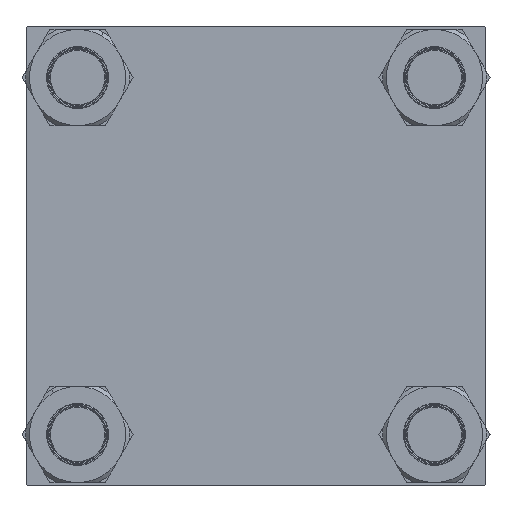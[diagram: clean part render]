
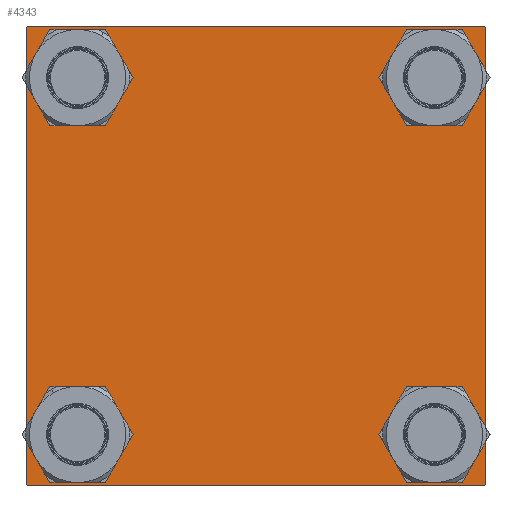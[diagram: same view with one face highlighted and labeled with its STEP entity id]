
A CAD part, left-side view. The second image highlights one B-rep face of the part: STEP entity #4343.
In plain terms, the highlighted planar face has unit normal (-1, 0, 0).
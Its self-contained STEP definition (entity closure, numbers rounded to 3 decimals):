
#325 = VECTOR ( 'NONE', #20779, 1000. ) ;
#514 = DIRECTION ( 'NONE',  ( 1., 0., 0. ) ) ;
#1582 = CIRCLE ( 'NONE', #17135, 15.5 ) ;
#1644 = ORIENTED_EDGE ( 'NONE', *, *, #6718, .T. ) ;
#1882 = ORIENTED_EDGE ( 'NONE', *, *, #4992, .T. ) ;
#2014 = VECTOR ( 'NONE', #24680, 1000. ) ;
#2081 = AXIS2_PLACEMENT_3D ( 'NONE', #26482, #45982, #26997 ) ;
#2634 = DIRECTION ( 'NONE',  ( 0., 0., 1. ) ) ;
#3004 = CARTESIAN_POINT ( 'NONE',  ( 0., 122., -122.5 ) ) ;
#3505 = DIRECTION ( 'NONE',  ( 0., 0., 1. ) ) ;
#3643 = CARTESIAN_POINT ( 'NONE',  ( 0., -122.5, 122. ) ) ;
#3682 = VERTEX_POINT ( 'NONE', #14718 ) ;
#3717 = DIRECTION ( 'NONE',  ( 0., 0., 1. ) ) ;
#4071 = VERTEX_POINT ( 'NONE', #7970 ) ;
#4132 = DIRECTION ( 'NONE',  ( 0., -0.707, -0.707 ) ) ;
#4343 = ADVANCED_FACE ( 'NONE', ( #12018, #23807, #50499, #19972, #16142 ), #47405, .T. ) ;
#4718 = VERTEX_POINT ( 'NONE', #49041 ) ;
#4992 = EDGE_CURVE ( 'NONE', #50035, #4071, #40420, .T. ) ;
#5612 = EDGE_CURVE ( 'NONE', #11541, #40158, #50744, .T. ) ;
#6604 = VERTEX_POINT ( 'NONE', #27207 ) ;
#6718 = EDGE_CURVE ( 'NONE', #11473, #26241, #8986, .T. ) ;
#6823 = AXIS2_PLACEMENT_3D ( 'NONE', #20686, #13764, #48627 ) ;
#6956 = CARTESIAN_POINT ( 'NONE',  ( 0., 95.1, 110.6 ) ) ;
#7216 = EDGE_CURVE ( 'NONE', #11541, #46745, #13153, .T. ) ;
#7886 = ORIENTED_EDGE ( 'NONE', *, *, #47049, .T. ) ;
#7970 = CARTESIAN_POINT ( 'NONE',  ( 0., 95.1, 79.6 ) ) ;
#8193 = EDGE_LOOP ( 'NONE', ( #25125, #35672 ) ) ;
#8444 = DIRECTION ( 'NONE',  ( 0., 0., 1. ) ) ;
#8504 = CIRCLE ( 'NONE', #17498, 15.5 ) ;
#8986 = LINE ( 'NONE', #20539, #325 ) ;
#9953 = LINE ( 'NONE', #10202, #18712 ) ;
#10134 = CIRCLE ( 'NONE', #36340, 15.5 ) ;
#10202 = CARTESIAN_POINT ( 'NONE',  ( 0., -122.25, -122.25 ) ) ;
#10488 = CARTESIAN_POINT ( 'NONE',  ( 0., 95.1, -95.1 ) ) ;
#10686 = DIRECTION ( 'NONE',  ( 0., -1., 0. ) ) ;
#11473 = VERTEX_POINT ( 'NONE', #29551 ) ;
#11481 = CARTESIAN_POINT ( 'NONE',  ( 0., -95.1, -110.6 ) ) ;
#11523 = EDGE_CURVE ( 'NONE', #6604, #3682, #26663, .T. ) ;
#11541 = VERTEX_POINT ( 'NONE', #3643 ) ;
#12018 = FACE_BOUND ( 'NONE', #16253, .T. ) ;
#12351 = ORIENTED_EDGE ( 'NONE', *, *, #31103, .T. ) ;
#12552 = AXIS2_PLACEMENT_3D ( 'NONE', #16391, #32010, #23050 ) ;
#12772 = VERTEX_POINT ( 'NONE', #15664 ) ;
#12785 = CARTESIAN_POINT ( 'NONE',  ( 0., -122., 122.5 ) ) ;
#13008 = AXIS2_PLACEMENT_3D ( 'NONE', #34987, #27293, #3717 ) ;
#13153 = LINE ( 'NONE', #20836, #2014 ) ;
#13724 = EDGE_CURVE ( 'NONE', #12772, #39217, #35639, .T. ) ;
#13764 = DIRECTION ( 'NONE',  ( 1., 0., 0. ) ) ;
#14049 = CARTESIAN_POINT ( 'NONE',  ( 0., 122.5, 122.5 ) ) ;
#14359 = DIRECTION ( 'NONE',  ( 0., 0., 1. ) ) ;
#14718 = CARTESIAN_POINT ( 'NONE',  ( 0., -95.1, 110.6 ) ) ;
#15335 = DIRECTION ( 'NONE',  ( 0., -1., 0. ) ) ;
#15492 = CARTESIAN_POINT ( 'NONE',  ( 0., -122., -122.5 ) ) ;
#15664 = CARTESIAN_POINT ( 'NONE',  ( 0., 95.1, -79.6 ) ) ;
#16142 = FACE_OUTER_BOUND ( 'NONE', #33712, .T. ) ;
#16188 = LINE ( 'NONE', #39235, #23477 ) ;
#16253 = EDGE_LOOP ( 'NONE', ( #21487, #46942 ) ) ;
#16391 = CARTESIAN_POINT ( 'NONE',  ( 0., 0., 0. ) ) ;
#16669 = EDGE_CURVE ( 'NONE', #16913, #25498, #16188, .T. ) ;
#16913 = VERTEX_POINT ( 'NONE', #45343 ) ;
#17135 = AXIS2_PLACEMENT_3D ( 'NONE', #31862, #39030, #32105 ) ;
#17498 = AXIS2_PLACEMENT_3D ( 'NONE', #10488, #34076, #14359 ) ;
#18079 = ORIENTED_EDGE ( 'NONE', *, *, #21527, .T. ) ;
#18712 = VECTOR ( 'NONE', #45591, 1000. ) ;
#18756 = CARTESIAN_POINT ( 'NONE',  ( 0., 95.1, -110.6 ) ) ;
#19209 = AXIS2_PLACEMENT_3D ( 'NONE', #25452, #29042, #2634 ) ;
#19972 = FACE_BOUND ( 'NONE', #39400, .T. ) ;
#20400 = EDGE_CURVE ( 'NONE', #25498, #49776, #34032, .T. ) ;
#20539 = CARTESIAN_POINT ( 'NONE',  ( 0., 122.25, 122.25 ) ) ;
#20686 = CARTESIAN_POINT ( 'NONE',  ( 0., 95.1, 95.1 ) ) ;
#20779 = DIRECTION ( 'NONE',  ( 0., 0.707, -0.707 ) ) ;
#20836 = CARTESIAN_POINT ( 'NONE',  ( 0., -122.5, 122.5 ) ) ;
#21487 = ORIENTED_EDGE ( 'NONE', *, *, #47953, .T. ) ;
#21527 = EDGE_CURVE ( 'NONE', #41780, #4718, #41663, .T. ) ;
#22733 = DIRECTION ( 'NONE',  ( 1., 0., 0. ) ) ;
#23050 = DIRECTION ( 'NONE',  ( 0., 0., 1. ) ) ;
#23457 = EDGE_CURVE ( 'NONE', #26241, #16913, #39652, .T. ) ;
#23477 = VECTOR ( 'NONE', #4132, 1000. ) ;
#23807 = FACE_BOUND ( 'NONE', #45903, .T. ) ;
#23959 = EDGE_CURVE ( 'NONE', #4071, #50035, #35189, .T. ) ;
#24170 = ORIENTED_EDGE ( 'NONE', *, *, #20400, .T. ) ;
#24208 = CARTESIAN_POINT ( 'NONE',  ( 0., -122.5, -122. ) ) ;
#24454 = ORIENTED_EDGE ( 'NONE', *, *, #5612, .T. ) ;
#24680 = DIRECTION ( 'NONE',  ( 0., 0., -1. ) ) ;
#25125 = ORIENTED_EDGE ( 'NONE', *, *, #13724, .T. ) ;
#25391 = ORIENTED_EDGE ( 'NONE', *, *, #16669, .T. ) ;
#25452 = CARTESIAN_POINT ( 'NONE',  ( 0., -95.1, 95.1 ) ) ;
#25498 = VERTEX_POINT ( 'NONE', #3004 ) ;
#25513 = EDGE_CURVE ( 'NONE', #11473, #40158, #29909, .T. ) ;
#26241 = VERTEX_POINT ( 'NONE', #34914 ) ;
#26482 = CARTESIAN_POINT ( 'NONE',  ( 0., 95.1, -95.1 ) ) ;
#26663 = CIRCLE ( 'NONE', #19209, 15.5 ) ;
#26985 = AXIS2_PLACEMENT_3D ( 'NONE', #47435, #514, #8444 ) ;
#26997 = DIRECTION ( 'NONE',  ( 0., 0., 1. ) ) ;
#27207 = CARTESIAN_POINT ( 'NONE',  ( 0., -95.1, 79.6 ) ) ;
#27293 = DIRECTION ( 'NONE',  ( 1., 0., 0. ) ) ;
#29042 = DIRECTION ( 'NONE',  ( 1., 0., 0. ) ) ;
#29321 = VECTOR ( 'NONE', #15335, 1000. ) ;
#29551 = CARTESIAN_POINT ( 'NONE',  ( 0., 122., 122.5 ) ) ;
#29909 = LINE ( 'NONE', #14049, #36756 ) ;
#30849 = EDGE_CURVE ( 'NONE', #39217, #12772, #8504, .T. ) ;
#31103 = EDGE_CURVE ( 'NONE', #4718, #41780, #10134, .T. ) ;
#31862 = CARTESIAN_POINT ( 'NONE',  ( 0., -95.1, 95.1 ) ) ;
#32010 = DIRECTION ( 'NONE',  ( -1., 0., 0. ) ) ;
#32105 = DIRECTION ( 'NONE',  ( 0., 0., 1. ) ) ;
#33712 = EDGE_LOOP ( 'NONE', ( #38267, #25391, #24170, #7886, #36233, #24454, #35934, #1644 ) ) ;
#34032 = LINE ( 'NONE', #34791, #29321 ) ;
#34076 = DIRECTION ( 'NONE',  ( 1., 0., 0. ) ) ;
#34791 = CARTESIAN_POINT ( 'NONE',  ( 0., 122.5, -122.5 ) ) ;
#34914 = CARTESIAN_POINT ( 'NONE',  ( 0., 122.5, 122. ) ) ;
#34987 = CARTESIAN_POINT ( 'NONE',  ( 0., -95.1, -95.1 ) ) ;
#35189 = CIRCLE ( 'NONE', #26985, 15.5 ) ;
#35639 = CIRCLE ( 'NONE', #2081, 15.5 ) ;
#35672 = ORIENTED_EDGE ( 'NONE', *, *, #30849, .T. ) ;
#35934 = ORIENTED_EDGE ( 'NONE', *, *, #25513, .F. ) ;
#36061 = CARTESIAN_POINT ( 'NONE',  ( 0., 122.5, 122.5 ) ) ;
#36233 = ORIENTED_EDGE ( 'NONE', *, *, #7216, .F. ) ;
#36340 = AXIS2_PLACEMENT_3D ( 'NONE', #46065, #22733, #3505 ) ;
#36756 = VECTOR ( 'NONE', #10686, 1000. ) ;
#38267 = ORIENTED_EDGE ( 'NONE', *, *, #23457, .T. ) ;
#39030 = DIRECTION ( 'NONE',  ( 1., 0., 0. ) ) ;
#39217 = VERTEX_POINT ( 'NONE', #18756 ) ;
#39235 = CARTESIAN_POINT ( 'NONE',  ( 0., 122.25, -122.25 ) ) ;
#39400 = EDGE_LOOP ( 'NONE', ( #1882, #47303 ) ) ;
#39652 = LINE ( 'NONE', #36061, #40059 ) ;
#40059 = VECTOR ( 'NONE', #47607, 1000. ) ;
#40158 = VERTEX_POINT ( 'NONE', #12785 ) ;
#40420 = CIRCLE ( 'NONE', #6823, 15.5 ) ;
#41663 = CIRCLE ( 'NONE', #13008, 15.5 ) ;
#41780 = VERTEX_POINT ( 'NONE', #11481 ) ;
#45343 = CARTESIAN_POINT ( 'NONE',  ( 0., 122.5, -122. ) ) ;
#45591 = DIRECTION ( 'NONE',  ( 0., -0.707, 0.707 ) ) ;
#45903 = EDGE_LOOP ( 'NONE', ( #12351, #18079 ) ) ;
#45982 = DIRECTION ( 'NONE',  ( 1., 0., 0. ) ) ;
#46065 = CARTESIAN_POINT ( 'NONE',  ( 0., -95.1, -95.1 ) ) ;
#46745 = VERTEX_POINT ( 'NONE', #24208 ) ;
#46882 = CARTESIAN_POINT ( 'NONE',  ( 0., -122.25, 122.25 ) ) ;
#46942 = ORIENTED_EDGE ( 'NONE', *, *, #11523, .T. ) ;
#47049 = EDGE_CURVE ( 'NONE', #49776, #46745, #9953, .T. ) ;
#47303 = ORIENTED_EDGE ( 'NONE', *, *, #23959, .T. ) ;
#47393 = DIRECTION ( 'NONE',  ( 0., 0.707, 0.707 ) ) ;
#47405 = PLANE ( 'NONE',  #12552 ) ;
#47435 = CARTESIAN_POINT ( 'NONE',  ( 0., 95.1, 95.1 ) ) ;
#47607 = DIRECTION ( 'NONE',  ( 0., 0., -1. ) ) ;
#47953 = EDGE_CURVE ( 'NONE', #3682, #6604, #1582, .T. ) ;
#48627 = DIRECTION ( 'NONE',  ( 0., 0., 1. ) ) ;
#49041 = CARTESIAN_POINT ( 'NONE',  ( 0., -95.1, -79.6 ) ) ;
#49776 = VERTEX_POINT ( 'NONE', #15492 ) ;
#50035 = VERTEX_POINT ( 'NONE', #6956 ) ;
#50260 = VECTOR ( 'NONE', #47393, 1000. ) ;
#50499 = FACE_BOUND ( 'NONE', #8193, .T. ) ;
#50744 = LINE ( 'NONE', #46882, #50260 ) ;
